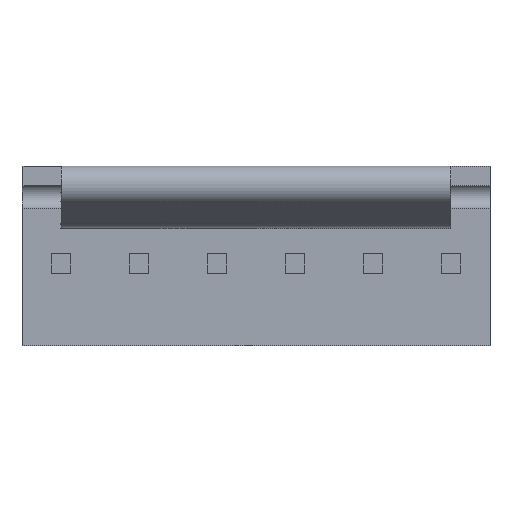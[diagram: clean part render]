
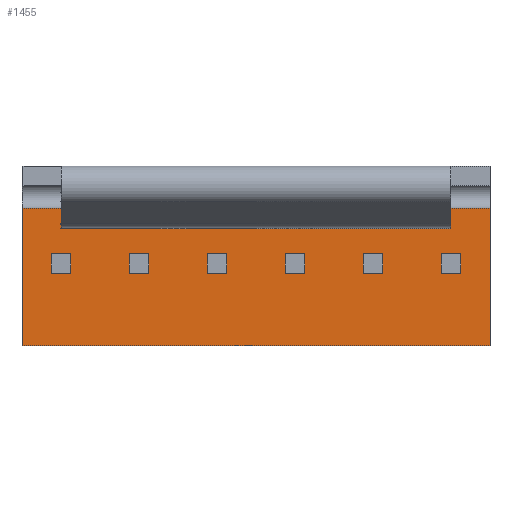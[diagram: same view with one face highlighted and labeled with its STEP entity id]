
A CAD part, top view. The second image highlights one B-rep face of the part: STEP entity #1455.
In plain terms, the highlighted planar face has unit normal (0, 0, 1).
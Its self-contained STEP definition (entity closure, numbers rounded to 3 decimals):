
#89=DIRECTION('',(0.,-1.,0.));
#90=VECTOR('',#89,4.47);
#91=CARTESIAN_POINT('',(-7.62,1.359,0.));
#92=LINE('',#91,#90);
#267=DIRECTION('',(1.,0.,0.));
#268=VECTOR('',#267,15.24);
#269=CARTESIAN_POINT('',(-7.62,-3.112,0.));
#270=LINE('',#269,#268);
#271=DIRECTION('',(1.,0.,0.));
#272=VECTOR('',#271,15.24);
#273=CARTESIAN_POINT('',(-7.62,1.359,0.));
#274=LINE('',#273,#272);
#275=DIRECTION('',(0.,1.,0.));
#276=VECTOR('',#275,0.635);
#277=CARTESIAN_POINT('',(6.033,-0.762,0.));
#278=LINE('',#277,#276);
#279=DIRECTION('',(1.,0.,0.));
#280=VECTOR('',#279,0.635);
#281=CARTESIAN_POINT('',(6.033,-0.762,0.));
#282=LINE('',#281,#280);
#283=DIRECTION('',(0.,1.,0.));
#284=VECTOR('',#283,0.635);
#285=CARTESIAN_POINT('',(6.668,-0.762,0.));
#286=LINE('',#285,#284);
#287=DIRECTION('',(1.,0.,0.));
#288=VECTOR('',#287,0.635);
#289=CARTESIAN_POINT('',(6.033,-0.127,0.));
#290=LINE('',#289,#288);
#291=DIRECTION('',(0.,1.,0.));
#292=VECTOR('',#291,0.635);
#293=CARTESIAN_POINT('',(3.493,-0.762,0.));
#294=LINE('',#293,#292);
#295=DIRECTION('',(1.,0.,0.));
#296=VECTOR('',#295,0.635);
#297=CARTESIAN_POINT('',(3.493,-0.762,0.));
#298=LINE('',#297,#296);
#299=DIRECTION('',(0.,1.,0.));
#300=VECTOR('',#299,0.635);
#301=CARTESIAN_POINT('',(4.128,-0.762,0.));
#302=LINE('',#301,#300);
#303=DIRECTION('',(1.,0.,0.));
#304=VECTOR('',#303,0.635);
#305=CARTESIAN_POINT('',(3.493,-0.127,0.));
#306=LINE('',#305,#304);
#307=DIRECTION('',(0.,1.,0.));
#308=VECTOR('',#307,0.635);
#309=CARTESIAN_POINT('',(0.953,-0.762,0.));
#310=LINE('',#309,#308);
#311=DIRECTION('',(1.,0.,0.));
#312=VECTOR('',#311,0.635);
#313=CARTESIAN_POINT('',(0.953,-0.762,0.));
#314=LINE('',#313,#312);
#315=DIRECTION('',(0.,1.,0.));
#316=VECTOR('',#315,0.635);
#317=CARTESIAN_POINT('',(1.588,-0.762,0.));
#318=LINE('',#317,#316);
#319=DIRECTION('',(1.,0.,0.));
#320=VECTOR('',#319,0.635);
#321=CARTESIAN_POINT('',(0.953,-0.127,0.));
#322=LINE('',#321,#320);
#323=DIRECTION('',(0.,1.,0.));
#324=VECTOR('',#323,0.635);
#325=CARTESIAN_POINT('',(-1.588,-0.762,0.));
#326=LINE('',#325,#324);
#327=DIRECTION('',(1.,0.,0.));
#328=VECTOR('',#327,0.635);
#329=CARTESIAN_POINT('',(-1.588,-0.762,0.));
#330=LINE('',#329,#328);
#331=DIRECTION('',(0.,1.,0.));
#332=VECTOR('',#331,0.635);
#333=CARTESIAN_POINT('',(-0.953,-0.762,0.));
#334=LINE('',#333,#332);
#335=DIRECTION('',(1.,0.,0.));
#336=VECTOR('',#335,0.635);
#337=CARTESIAN_POINT('',(-1.588,-0.127,0.));
#338=LINE('',#337,#336);
#339=DIRECTION('',(0.,1.,0.));
#340=VECTOR('',#339,0.635);
#341=CARTESIAN_POINT('',(-4.128,-0.762,0.));
#342=LINE('',#341,#340);
#343=DIRECTION('',(1.,0.,0.));
#344=VECTOR('',#343,0.635);
#345=CARTESIAN_POINT('',(-4.128,-0.762,0.));
#346=LINE('',#345,#344);
#347=DIRECTION('',(0.,1.,0.));
#348=VECTOR('',#347,0.635);
#349=CARTESIAN_POINT('',(-3.493,-0.762,0.));
#350=LINE('',#349,#348);
#351=DIRECTION('',(1.,0.,0.));
#352=VECTOR('',#351,0.635);
#353=CARTESIAN_POINT('',(-4.128,-0.127,0.));
#354=LINE('',#353,#352);
#355=DIRECTION('',(0.,1.,0.));
#356=VECTOR('',#355,0.635);
#357=CARTESIAN_POINT('',(-6.668,-0.762,0.));
#358=LINE('',#357,#356);
#359=DIRECTION('',(1.,0.,0.));
#360=VECTOR('',#359,0.635);
#361=CARTESIAN_POINT('',(-6.668,-0.762,0.));
#362=LINE('',#361,#360);
#363=DIRECTION('',(0.,1.,0.));
#364=VECTOR('',#363,0.635);
#365=CARTESIAN_POINT('',(-6.033,-0.762,0.));
#366=LINE('',#365,#364);
#367=DIRECTION('',(1.,0.,0.));
#368=VECTOR('',#367,0.635);
#369=CARTESIAN_POINT('',(-6.668,-0.127,0.));
#370=LINE('',#369,#368);
#485=DIRECTION('',(0.,-1.,0.));
#486=VECTOR('',#485,4.47);
#487=CARTESIAN_POINT('',(7.62,1.359,0.));
#488=LINE('',#487,#486);
#886=CARTESIAN_POINT('',(-7.62,1.359,0.));
#887=CARTESIAN_POINT('',(-7.62,-3.112,0.));
#888=VERTEX_POINT('',#886);
#889=VERTEX_POINT('',#887);
#892=CARTESIAN_POINT('',(7.62,1.359,0.));
#893=CARTESIAN_POINT('',(7.62,-3.112,0.));
#894=VERTEX_POINT('',#892);
#895=VERTEX_POINT('',#893);
#918=CARTESIAN_POINT('',(6.033,-0.762,0.));
#919=CARTESIAN_POINT('',(6.033,-0.127,0.));
#920=VERTEX_POINT('',#918);
#921=VERTEX_POINT('',#919);
#922=CARTESIAN_POINT('',(6.668,-0.762,0.));
#923=CARTESIAN_POINT('',(6.668,-0.127,0.));
#924=VERTEX_POINT('',#922);
#925=VERTEX_POINT('',#923);
#966=CARTESIAN_POINT('',(3.493,-0.762,0.));
#967=CARTESIAN_POINT('',(3.493,-0.127,0.));
#968=VERTEX_POINT('',#966);
#969=VERTEX_POINT('',#967);
#970=CARTESIAN_POINT('',(4.128,-0.762,0.));
#971=CARTESIAN_POINT('',(4.128,-0.127,0.));
#972=VERTEX_POINT('',#970);
#973=VERTEX_POINT('',#971);
#1042=CARTESIAN_POINT('',(0.953,-0.762,0.));
#1043=CARTESIAN_POINT('',(0.953,-0.127,0.));
#1044=VERTEX_POINT('',#1042);
#1045=VERTEX_POINT('',#1043);
#1046=CARTESIAN_POINT('',(1.588,-0.762,0.));
#1047=CARTESIAN_POINT('',(1.588,-0.127,0.));
#1048=VERTEX_POINT('',#1046);
#1049=VERTEX_POINT('',#1047);
#1074=CARTESIAN_POINT('',(-1.588,-0.762,0.));
#1075=CARTESIAN_POINT('',(-1.588,-0.127,0.));
#1076=VERTEX_POINT('',#1074);
#1077=VERTEX_POINT('',#1075);
#1078=CARTESIAN_POINT('',(-0.953,-0.762,0.));
#1079=CARTESIAN_POINT('',(-0.953,-0.127,0.));
#1080=VERTEX_POINT('',#1078);
#1081=VERTEX_POINT('',#1079);
#1106=CARTESIAN_POINT('',(-4.128,-0.762,0.));
#1107=CARTESIAN_POINT('',(-4.128,-0.127,0.));
#1108=VERTEX_POINT('',#1106);
#1109=VERTEX_POINT('',#1107);
#1110=CARTESIAN_POINT('',(-3.493,-0.762,0.));
#1111=CARTESIAN_POINT('',(-3.493,-0.127,0.));
#1112=VERTEX_POINT('',#1110);
#1113=VERTEX_POINT('',#1111);
#1138=CARTESIAN_POINT('',(-6.668,-0.762,0.));
#1139=CARTESIAN_POINT('',(-6.668,-0.127,0.));
#1140=VERTEX_POINT('',#1138);
#1141=VERTEX_POINT('',#1139);
#1142=CARTESIAN_POINT('',(-6.033,-0.762,0.));
#1143=CARTESIAN_POINT('',(-6.033,-0.127,0.));
#1144=VERTEX_POINT('',#1142);
#1145=VERTEX_POINT('',#1143);
#1382=CARTESIAN_POINT('',(-7.62,1.359,0.));
#1383=DIRECTION('',(0.,0.,1.));
#1384=DIRECTION('',(0.,-1.,0.));
#1385=AXIS2_PLACEMENT_3D('',#1382,#1383,#1384);
#1386=PLANE('',#1385);
#1387=ORIENTED_EDGE('',*,*,#1167,.F.);
#1389=ORIENTED_EDGE('',*,*,#1388,.T.);
#1391=ORIENTED_EDGE('',*,*,#1390,.T.);
#1392=ORIENTED_EDGE('',*,*,#1374,.F.);
#1393=EDGE_LOOP('',(#1387,#1389,#1391,#1392));
#1394=FACE_OUTER_BOUND('',#1393,.F.);
#1396=ORIENTED_EDGE('',*,*,#1395,.F.);
#1398=ORIENTED_EDGE('',*,*,#1397,.T.);
#1400=ORIENTED_EDGE('',*,*,#1399,.T.);
#1402=ORIENTED_EDGE('',*,*,#1401,.F.);
#1403=EDGE_LOOP('',(#1396,#1398,#1400,#1402));
#1404=FACE_BOUND('',#1403,.F.);
#1406=ORIENTED_EDGE('',*,*,#1405,.F.);
#1408=ORIENTED_EDGE('',*,*,#1407,.T.);
#1410=ORIENTED_EDGE('',*,*,#1409,.T.);
#1412=ORIENTED_EDGE('',*,*,#1411,.F.);
#1413=EDGE_LOOP('',(#1406,#1408,#1410,#1412));
#1414=FACE_BOUND('',#1413,.F.);
#1416=ORIENTED_EDGE('',*,*,#1415,.F.);
#1418=ORIENTED_EDGE('',*,*,#1417,.T.);
#1420=ORIENTED_EDGE('',*,*,#1419,.T.);
#1422=ORIENTED_EDGE('',*,*,#1421,.F.);
#1423=EDGE_LOOP('',(#1416,#1418,#1420,#1422));
#1424=FACE_BOUND('',#1423,.F.);
#1426=ORIENTED_EDGE('',*,*,#1425,.F.);
#1428=ORIENTED_EDGE('',*,*,#1427,.T.);
#1430=ORIENTED_EDGE('',*,*,#1429,.T.);
#1432=ORIENTED_EDGE('',*,*,#1431,.F.);
#1433=EDGE_LOOP('',(#1426,#1428,#1430,#1432));
#1434=FACE_BOUND('',#1433,.F.);
#1436=ORIENTED_EDGE('',*,*,#1435,.F.);
#1438=ORIENTED_EDGE('',*,*,#1437,.T.);
#1440=ORIENTED_EDGE('',*,*,#1439,.T.);
#1442=ORIENTED_EDGE('',*,*,#1441,.F.);
#1443=EDGE_LOOP('',(#1436,#1438,#1440,#1442));
#1444=FACE_BOUND('',#1443,.F.);
#1446=ORIENTED_EDGE('',*,*,#1445,.F.);
#1448=ORIENTED_EDGE('',*,*,#1447,.T.);
#1450=ORIENTED_EDGE('',*,*,#1449,.T.);
#1452=ORIENTED_EDGE('',*,*,#1451,.F.);
#1453=EDGE_LOOP('',(#1446,#1448,#1450,#1452));
#1454=FACE_BOUND('',#1453,.F.);
#1455=ADVANCED_FACE('',(#1394,#1404,#1414,#1424,#1434,#1444,#1454),#1386,.T.);
#1167=EDGE_CURVE('',#888,#889,#92,.T.);
#1374=EDGE_CURVE('',#889,#895,#270,.T.);
#1388=EDGE_CURVE('',#888,#894,#274,.T.);
#1390=EDGE_CURVE('',#894,#895,#488,.T.);
#1395=EDGE_CURVE('',#920,#921,#278,.T.);
#1397=EDGE_CURVE('',#920,#924,#282,.T.);
#1399=EDGE_CURVE('',#924,#925,#286,.T.);
#1401=EDGE_CURVE('',#921,#925,#290,.T.);
#1405=EDGE_CURVE('',#968,#969,#294,.T.);
#1407=EDGE_CURVE('',#968,#972,#298,.T.);
#1409=EDGE_CURVE('',#972,#973,#302,.T.);
#1411=EDGE_CURVE('',#969,#973,#306,.T.);
#1415=EDGE_CURVE('',#1044,#1045,#310,.T.);
#1417=EDGE_CURVE('',#1044,#1048,#314,.T.);
#1419=EDGE_CURVE('',#1048,#1049,#318,.T.);
#1421=EDGE_CURVE('',#1045,#1049,#322,.T.);
#1425=EDGE_CURVE('',#1076,#1077,#326,.T.);
#1427=EDGE_CURVE('',#1076,#1080,#330,.T.);
#1429=EDGE_CURVE('',#1080,#1081,#334,.T.);
#1431=EDGE_CURVE('',#1077,#1081,#338,.T.);
#1435=EDGE_CURVE('',#1108,#1109,#342,.T.);
#1437=EDGE_CURVE('',#1108,#1112,#346,.T.);
#1439=EDGE_CURVE('',#1112,#1113,#350,.T.);
#1441=EDGE_CURVE('',#1109,#1113,#354,.T.);
#1445=EDGE_CURVE('',#1140,#1141,#358,.T.);
#1447=EDGE_CURVE('',#1140,#1144,#362,.T.);
#1449=EDGE_CURVE('',#1144,#1145,#366,.T.);
#1451=EDGE_CURVE('',#1141,#1145,#370,.T.);
